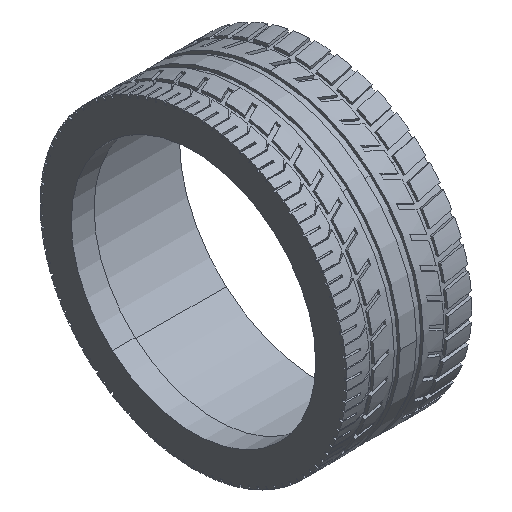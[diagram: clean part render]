
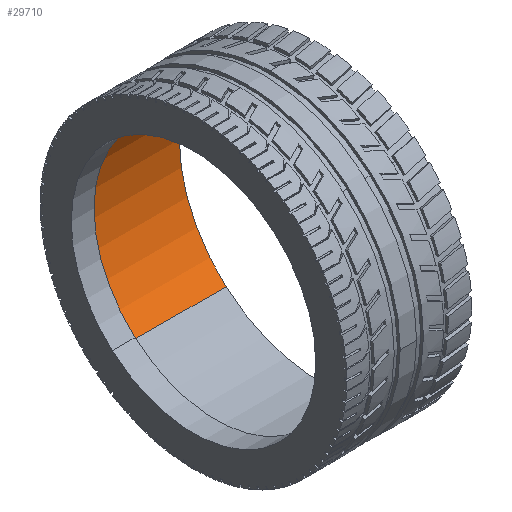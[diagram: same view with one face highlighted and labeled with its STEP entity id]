
A CAD part, isometric view. The second image highlights one B-rep face of the part: STEP entity #29710.
In plain terms, the highlighted cylindrical face has radius 15.25 mm (diameter 30.5 mm), a partial arc.
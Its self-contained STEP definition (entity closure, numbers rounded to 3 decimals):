
#322=DIRECTION('',(-1.,0.,0.));
#323=VECTOR('',#322,11.2);
#324=CARTESIAN_POINT('',(-44.065,-70.7,15.399));
#325=LINE('',#324,#323);
#330=DIRECTION('',(1.,0.,0.));
#331=VECTOR('',#330,11.2);
#332=CARTESIAN_POINT('',(-55.265,-50.44,
-7.399));
#333=LINE('',#332,#331);
#353=CARTESIAN_POINT('',(-55.265,-60.57,4.));
#354=DIRECTION('',(-1.,0.,0.));
#355=DIRECTION('',(0.,-0.664,0.748));
#356=AXIS2_PLACEMENT_3D('',#353,#354,#355);
#361=CARTESIAN_POINT('',(-55.265,-60.57,4.));
#362=DIRECTION('',(-1.,0.,0.));
#363=DIRECTION('',(0.,1.,0.));
#364=AXIS2_PLACEMENT_3D('',#361,#362,#363);
#9627=CARTESIAN_POINT('',(-44.065,-60.57,
4.));
#9628=DIRECTION('',(1.,0.,0.));
#9629=DIRECTION('',(0.,0.664,-0.748));
#9630=AXIS2_PLACEMENT_3D('',#9627,#9628,#9629);
#9635=CARTESIAN_POINT('',(-44.065,-60.57,
4.));
#9636=DIRECTION('',(1.,0.,0.));
#9637=DIRECTION('',(0.,1.,0.));
#9638=AXIS2_PLACEMENT_3D('',#9635,#9636,#9637);
#25703=CARTESIAN_POINT('',(-44.065,-70.7,
15.399));
#25704=CARTESIAN_POINT('',(-55.265,-70.7,
15.399));
#25705=VERTEX_POINT('',#25703);
#25706=VERTEX_POINT('',#25704);
#25709=CARTESIAN_POINT('',(-55.265,-50.44,
-7.399));
#25710=VERTEX_POINT('',#25709);
#25711=CARTESIAN_POINT('',(-44.065,-50.44,
-7.399));
#25712=VERTEX_POINT('',#25711);
#25715=CARTESIAN_POINT('',(-55.265,-45.32,
4.));
#25716=VERTEX_POINT('',#25715);
#25717=CARTESIAN_POINT('',(-44.065,-45.32,
4.));
#25718=VERTEX_POINT('',#25717);
#29693=CARTESIAN_POINT('',(-49.165,-60.57,
4.));
#29694=DIRECTION('',(1.,0.,0.));
#29695=DIRECTION('',(0.,1.,0.));
#29696=AXIS2_PLACEMENT_3D('',#29693,#29694,#29695);
#29697=CYLINDRICAL_SURFACE('',#29696,15.25);
#29699=ORIENTED_EDGE('',*,*,#29698,.F.);
#29701=ORIENTED_EDGE('',*,*,#29700,.F.);
#29702=ORIENTED_EDGE('',*,*,#29678,.F.);
#29704=ORIENTED_EDGE('',*,*,#29703,.F.);
#29706=ORIENTED_EDGE('',*,*,#29705,.F.);
#29707=ORIENTED_EDGE('',*,*,#29684,.F.);
#29708=EDGE_LOOP('',(#29699,#29701,#29702,#29704,#29706,#29707));
#29709=FACE_OUTER_BOUND('',#29708,.F.);
#29710=ADVANCED_FACE('',(#29709),#29697,.F.);
#357=CIRCLE('',#356,15.25);
#365=CIRCLE('',#364,15.25);
#9631=CIRCLE('',#9630,15.25);
#9639=CIRCLE('',#9638,15.25);
#29678=EDGE_CURVE('',#25705,#25706,#325,.T.);
#29684=EDGE_CURVE('',#25710,#25712,#333,.T.);
#29698=EDGE_CURVE('',#25716,#25710,#365,.T.);
#29700=EDGE_CURVE('',#25706,#25716,#357,.T.);
#29703=EDGE_CURVE('',#25718,#25705,#9639,.T.);
#29705=EDGE_CURVE('',#25712,#25718,#9631,.T.);
